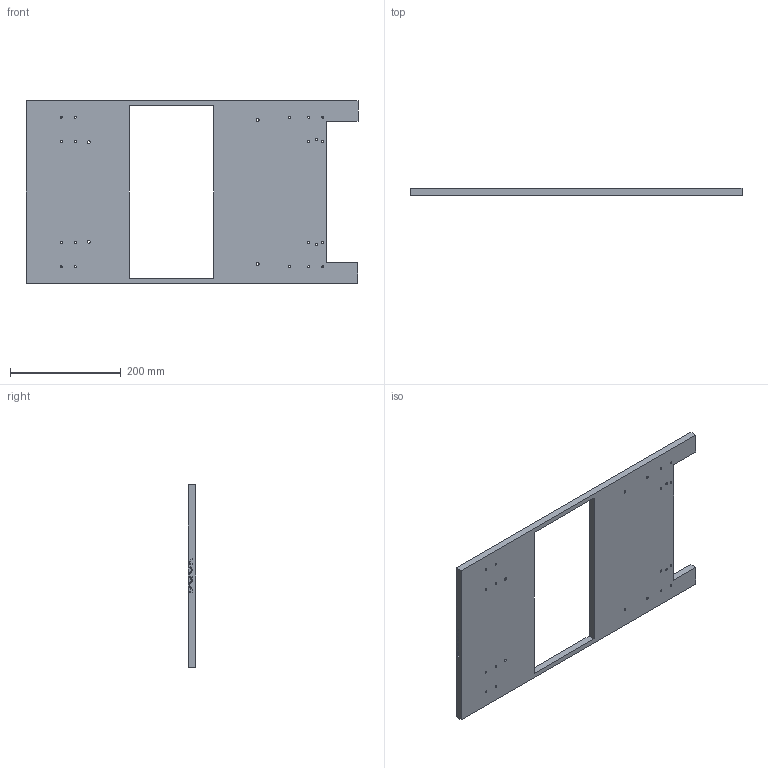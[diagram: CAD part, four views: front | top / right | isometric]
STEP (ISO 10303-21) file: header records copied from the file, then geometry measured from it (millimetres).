
FILE_DESCRIPTION (( 'STEP AP214' ), '1' );
FILE_NAME ('1-Frame.STEP', '2021-11-19T16:20:38', ( '' ), ( '' ), 'SwSTEP 2.0', 'SolidWorks 2021', '' );
FILE_SCHEMA (( 'AUTOMOTIVE_DESIGN' ));
Length unit declared in the file: inch
Products named in the file (1): 1-Frame
Bounding box: 600.08 x 12.7 x 330.2 mm (x, y, z)
Volume: 1720362.7 mm3; surface area: 312240.4 mm2
Topology: 1 solids, 1 shells, 95 faces, 279 edges, 186 vertices
Faces by surface type: cylinder 48, plane 35, bspline 12
Entity records: 4620 total; most frequent: CARTESIAN_POINT 1221, ORIENTED_EDGE 558, DIRECTION 519, EDGE_CURVE 279, VERTEX_POINT 186, AXIS2_PLACEMENT_3D 180, VECTOR 159, LINE 159
